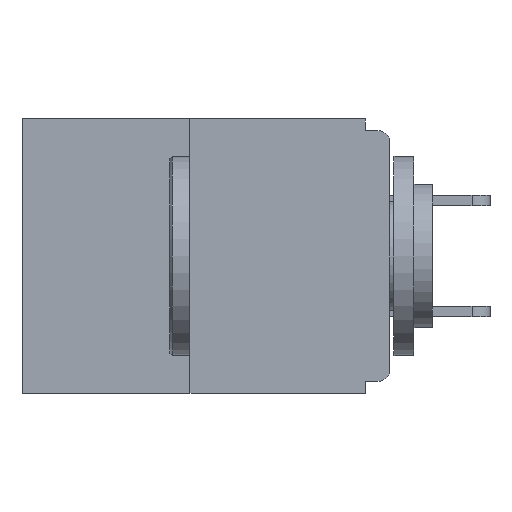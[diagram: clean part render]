
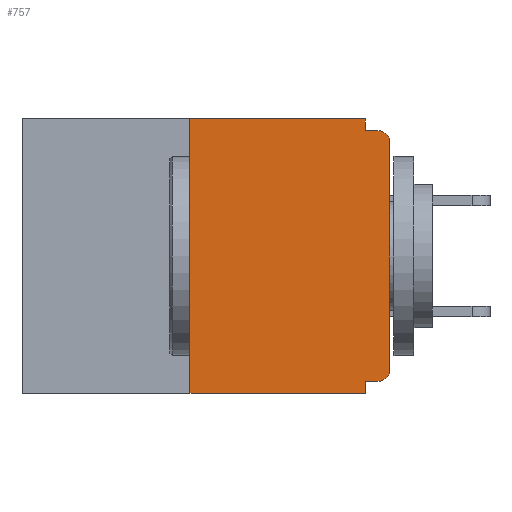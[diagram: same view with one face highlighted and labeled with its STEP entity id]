
A CAD part, left-side view. The second image highlights one B-rep face of the part: STEP entity #757.
In plain terms, the highlighted planar face has unit normal (-1, 0, 0).
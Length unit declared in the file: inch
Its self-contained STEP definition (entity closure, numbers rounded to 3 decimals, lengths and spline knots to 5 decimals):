
#216 = ORIENTED_EDGE ( 'NONE', *, *, #7058, .T. ) ;
#354 = CARTESIAN_POINT ( 'NONE',  ( 0., 0.015, -0.328 ) ) ;
#433 = VECTOR ( 'NONE', #7605, 39.37008 ) ;
#747 = LINE ( 'NONE', #6140, #1094 ) ;
#757 = ADVANCED_FACE ( 'NONE', ( #11726 ), #9242, .F. ) ;
#878 = DIRECTION ( 'NONE',  ( 0., -1., 0. ) ) ;
#1094 = VECTOR ( 'NONE', #8426, 39.37008 ) ;
#1099 = ORIENTED_EDGE ( 'NONE', *, *, #9420, .T. ) ;
#1159 = DIRECTION ( 'NONE',  ( 1., 0., 0. ) ) ;
#1229 = LINE ( 'NONE', #4131, #1387 ) ;
#1254 = ORIENTED_EDGE ( 'NONE', *, *, #10014, .T. ) ;
#1387 = VECTOR ( 'NONE', #878, 39.37008 ) ;
#1465 = DIRECTION ( 'NONE',  ( 0., -1., 0. ) ) ;
#1573 = ORIENTED_EDGE ( 'NONE', *, *, #14442, .F. ) ;
#1615 = VECTOR ( 'NONE', #6572, 39.37008 ) ;
#1654 = EDGE_CURVE ( 'NONE', #4948, #4853, #1229, .T. ) ;
#1656 = VECTOR ( 'NONE', #12816, 39.37008 ) ;
#1676 = DIRECTION ( 'NONE',  ( 0., 0., 1. ) ) ;
#1795 = VERTEX_POINT ( 'NONE', #10150 ) ;
#2443 = CARTESIAN_POINT ( 'NONE',  ( 0., 0., -0.328 ) ) ;
#2559 = EDGE_LOOP ( 'NONE', ( #12028, #1573, #14438, #8888, #10004, #216, #1254, #1099, #12405, #13709 ) ) ;
#2677 = CARTESIAN_POINT ( 'NONE',  ( 0., 0.25, 0. ) ) ;
#3058 = CARTESIAN_POINT ( 'NONE',  ( 0., 0.031, 0. ) ) ;
#3209 = CARTESIAN_POINT ( 'NONE',  ( 0., 0., 0. ) ) ;
#3272 = DIRECTION ( 'NONE',  ( 0., 0., -1. ) ) ;
#3391 = LINE ( 'NONE', #2677, #9400 ) ;
#4131 = CARTESIAN_POINT ( 'NONE',  ( 0., 0.46, -0.343 ) ) ;
#4538 = LINE ( 'NONE', #2443, #10241 ) ;
#4853 = VERTEX_POINT ( 'NONE', #10131 ) ;
#4855 = LINE ( 'NONE', #3058, #433 ) ;
#4948 = VERTEX_POINT ( 'NONE', #6730 ) ;
#5066 = VERTEX_POINT ( 'NONE', #13875 ) ;
#5067 = CARTESIAN_POINT ( 'NONE',  ( 0., 0.015, -0.03 ) ) ;
#5440 = EDGE_CURVE ( 'NONE', #1795, #5066, #5574, .T. ) ;
#5564 = VERTEX_POINT ( 'NONE', #12851 ) ;
#5574 = LINE ( 'NONE', #8283, #11903 ) ;
#5676 = DIRECTION ( 'NONE',  ( -1., 0., 0. ) ) ;
#6061 = EDGE_CURVE ( 'NONE', #12264, #4853, #747, .T. ) ;
#6140 = CARTESIAN_POINT ( 'NONE',  ( 0., 0.031, -0.343 ) ) ;
#6184 = CARTESIAN_POINT ( 'NONE',  ( 0., 0.46, 0. ) ) ;
#6572 = DIRECTION ( 'NONE',  ( 0., 0., 1. ) ) ;
#6730 = CARTESIAN_POINT ( 'NONE',  ( 0., 0.25, -0.343 ) ) ;
#7058 = EDGE_CURVE ( 'NONE', #13677, #11771, #9425, .T. ) ;
#7303 = CARTESIAN_POINT ( 'NONE',  ( 0., 0.25, 0. ) ) ;
#7305 = CIRCLE ( 'NONE', #13577, 0.015 ) ;
#7605 = DIRECTION ( 'NONE',  ( 0., 0., -1. ) ) ;
#8283 = CARTESIAN_POINT ( 'NONE',  ( 0., 0., -0.015 ) ) ;
#8373 = VERTEX_POINT ( 'NONE', #14390 ) ;
#8423 = DIRECTION ( 'NONE',  ( -1., 0., 0. ) ) ;
#8426 = DIRECTION ( 'NONE',  ( 0., 0., -1. ) ) ;
#8499 = DIRECTION ( 'NONE',  ( 0., 1., 0. ) ) ;
#8851 = CARTESIAN_POINT ( 'NONE',  ( 0., 0., -0.313 ) ) ;
#8888 = ORIENTED_EDGE ( 'NONE', *, *, #6061, .F. ) ;
#9242 = PLANE ( 'NONE',  #10289 ) ;
#9400 = VECTOR ( 'NONE', #1676, 39.37008 ) ;
#9420 = EDGE_CURVE ( 'NONE', #5564, #5066, #7305, .T. ) ;
#9425 = CIRCLE ( 'NONE', #11463, 0.015 ) ;
#9598 = CARTESIAN_POINT ( 'NONE',  ( 0., 0.031, -0.328 ) ) ;
#10004 = ORIENTED_EDGE ( 'NONE', *, *, #12476, .F. ) ;
#10014 = EDGE_CURVE ( 'NONE', #11771, #5564, #10484, .T. ) ;
#10028 = CARTESIAN_POINT ( 'NONE',  ( 0., 0.015, -0.313 ) ) ;
#10131 = CARTESIAN_POINT ( 'NONE',  ( 0., 0.031, -0.343 ) ) ;
#10150 = CARTESIAN_POINT ( 'NONE',  ( 0., 0.031, -0.015 ) ) ;
#10241 = VECTOR ( 'NONE', #8499, 39.37008 ) ;
#10289 = AXIS2_PLACEMENT_3D ( 'NONE', #13736, #1159, #13550 ) ;
#10484 = LINE ( 'NONE', #3209, #1615 ) ;
#11463 = AXIS2_PLACEMENT_3D ( 'NONE', #10028, #5676, #3272 ) ;
#11578 = LINE ( 'NONE', #6184, #1656 ) ;
#11726 = FACE_OUTER_BOUND ( 'NONE', #2559, .T. ) ;
#11771 = VERTEX_POINT ( 'NONE', #8851 ) ;
#11903 = VECTOR ( 'NONE', #1465, 39.37008 ) ;
#12028 = ORIENTED_EDGE ( 'NONE', *, *, #14211, .F. ) ;
#12264 = VERTEX_POINT ( 'NONE', #9598 ) ;
#12405 = ORIENTED_EDGE ( 'NONE', *, *, #5440, .F. ) ;
#12476 = EDGE_CURVE ( 'NONE', #13677, #12264, #4538, .T. ) ;
#12592 = VERTEX_POINT ( 'NONE', #7303 ) ;
#12816 = DIRECTION ( 'NONE',  ( 0., -1., 0. ) ) ;
#12851 = CARTESIAN_POINT ( 'NONE',  ( 0., 0., -0.03 ) ) ;
#13208 = EDGE_CURVE ( 'NONE', #8373, #1795, #4855, .T. ) ;
#13550 = DIRECTION ( 'NONE',  ( 0., 0., -1. ) ) ;
#13577 = AXIS2_PLACEMENT_3D ( 'NONE', #5067, #8423, #13952 ) ;
#13677 = VERTEX_POINT ( 'NONE', #354 ) ;
#13709 = ORIENTED_EDGE ( 'NONE', *, *, #13208, .F. ) ;
#13736 = CARTESIAN_POINT ( 'NONE',  ( 0., 0.46, 0. ) ) ;
#13875 = CARTESIAN_POINT ( 'NONE',  ( 0., 0.015, -0.015 ) ) ;
#13952 = DIRECTION ( 'NONE',  ( 0., 0., -1. ) ) ;
#14211 = EDGE_CURVE ( 'NONE', #12592, #8373, #11578, .T. ) ;
#14390 = CARTESIAN_POINT ( 'NONE',  ( 0., 0.031, 0. ) ) ;
#14438 = ORIENTED_EDGE ( 'NONE', *, *, #1654, .T. ) ;
#14442 = EDGE_CURVE ( 'NONE', #4948, #12592, #3391, .T. ) ;
